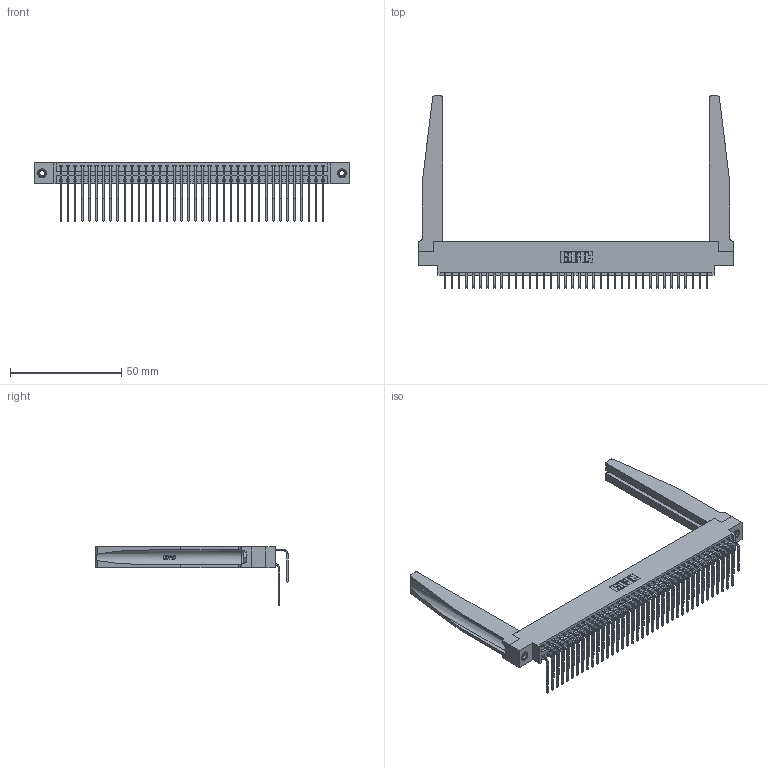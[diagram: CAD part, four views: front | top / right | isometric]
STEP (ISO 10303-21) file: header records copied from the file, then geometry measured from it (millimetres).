
FILE_DESCRIPTION (( 'STEP AP203' ), '1' );
FILE_NAME ('396-076-559-878.STEP', '2019-11-03T12:13:15', ( '' ), ( '' ), 'SwSTEP 2.0', 'SolidWorks 2016', '' );
FILE_SCHEMA (( 'CONFIG_CONTROL_DESIGN' ));
Length unit declared in the file: inch
Products named in the file (6): 345-292-001_559 Tail - 2; 345-292-001_558 559 Tail - 1; 345-250-001_345-250-001-102; 396-076-559-878; 346 Part_0.170 Offset - 0.156 Dia-TH; 346-220-078_345-220-078
Assembly tree (81 placements, depth 2):
  396-076-559-878
    346 Part_0.170 Offset - 0.156 Dia-TH
    345-292-001_558 559 Tail - 1  x38
    345-292-001_559 Tail - 2  x38
    346-220-078_345-220-078  x2
    345-250-001_345-250-001-102  x2
Bounding box: 141.22 x 86.17 x 26.16 mm (x, y, z)
Volume: 20932.7 mm3; surface area: 28034.2 mm2
Topology: 81 solids, 81 shells, 4464 faces, 13185 edges, 8678 vertices
Faces by surface type: plane 3034, cylinder 1378, bspline 36, cone 12, torus 4
Entity records: 32002 total; most frequent: CARTESIAN_POINT 6270, ORIENTED_EDGE 5042, DIRECTION 4535, EDGE_CURVE 2521, VECTOR 2103, LINE 2103, VERTEX_POINT 1672, AXIS2_PLACEMENT_3D 1216
